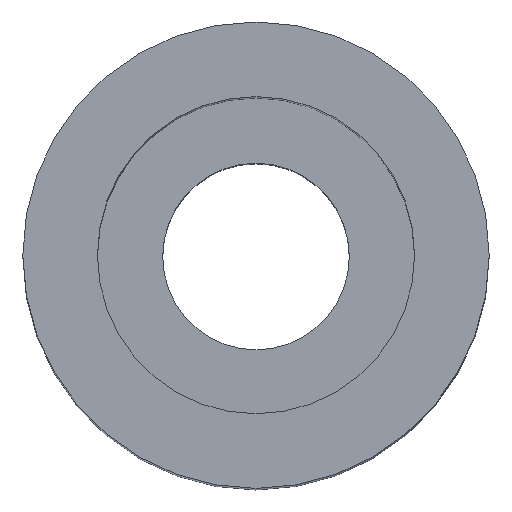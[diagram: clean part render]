
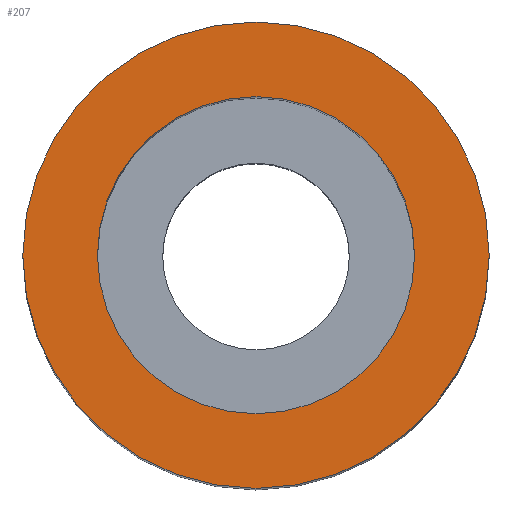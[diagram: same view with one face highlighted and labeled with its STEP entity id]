
A CAD part, top view. The second image highlights one B-rep face of the part: STEP entity #207.
In plain terms, the highlighted planar face has unit normal (0, 0, 1).
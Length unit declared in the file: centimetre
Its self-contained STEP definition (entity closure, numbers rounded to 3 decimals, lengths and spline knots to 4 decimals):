
#107=PLANE('',#227);
#110=VERTEX_POINT('',#268);
#118=VERTEX_POINT('',#291);
#120=CIRCLE('',#211,0.51);
#128=CIRCLE('',#226,0.75);
#130=EDGE_CURVE('',#110,#110,#120,.T.);
#138=EDGE_CURVE('',#118,#118,#128,.T.);
#155=ORIENTED_EDGE('',*,*,#130,.T.);
#156=ORIENTED_EDGE('',*,*,#138,.F.);
#175=EDGE_LOOP('',(#155));
#176=EDGE_LOOP('',(#156));
#195=FACE_BOUND('',#175,.T.);
#196=FACE_BOUND('',#176,.T.);
#207=ADVANCED_FACE('',(#195,#196),#107,.T.);
#211=AXIS2_PLACEMENT_3D('',#267,#233,#234);
#226=AXIS2_PLACEMENT_3D('',#290,#260,#261);
#227=AXIS2_PLACEMENT_3D('',#292,#262,$);
#233=DIRECTION('',(0.,0.,-1.));
#234=DIRECTION('',(0.51,0.,0.));
#260=DIRECTION('',(0.,0.,-1.));
#261=DIRECTION('',(0.75,0.,0.));
#262=DIRECTION('',(0.,0.,1.));
#267=CARTESIAN_POINT('',(0.,0.,3.7));
#268=CARTESIAN_POINT('',(0.51,0.,3.7));
#290=CARTESIAN_POINT('',(0.,0.,3.7));
#291=CARTESIAN_POINT('',(0.75,0.,3.7));
#292=CARTESIAN_POINT('',(0.,0.,3.7));
